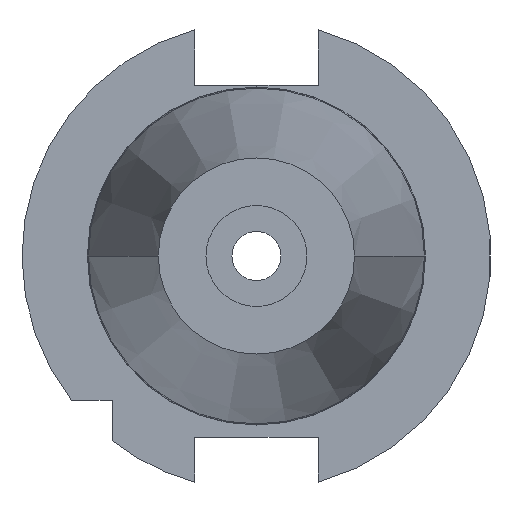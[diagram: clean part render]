
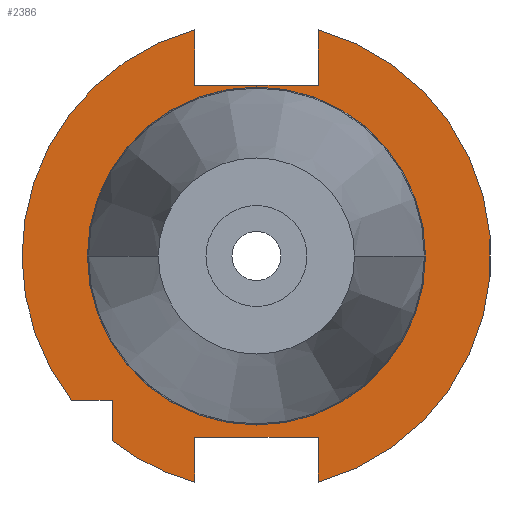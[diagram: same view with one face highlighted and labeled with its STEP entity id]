
A CAD part, left-side view. The second image highlights one B-rep face of the part: STEP entity #2386.
In plain terms, the highlighted planar face has unit normal (-1, 0, 0).
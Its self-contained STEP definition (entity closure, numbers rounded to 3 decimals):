
#796=CARTESIAN_POINT('',(3.2,0.,0.));
#797=DIRECTION('',(1.,0.,0.));
#798=DIRECTION('',(0.,1.,0.));
#799=AXIS2_PLACEMENT_3D('',#796,#797,#798);
#818=CARTESIAN_POINT('',(3.2,0.,0.));
#819=DIRECTION('',(-1.,0.,0.));
#820=DIRECTION('',(0.,1.,0.));
#821=AXIS2_PLACEMENT_3D('',#818,#819,#820);
#826=DIRECTION('',(0.,-1.,0.));
#827=VECTOR('',#826,8.426);
#828=CARTESIAN_POINT('',(3.2,38.426,-30.));
#829=LINE('',#828,#827);
#833=DIRECTION('',(0.,0.,-1.));
#834=VECTOR('',#833,11.526);
#835=CARTESIAN_POINT('',(3.2,12.85,47.026));
#836=LINE('',#835,#834);
#840=DIRECTION('',(0.,1.,0.));
#841=VECTOR('',#840,25.7);
#842=CARTESIAN_POINT('',(3.2,-12.85,35.5));
#843=LINE('',#842,#841);
#847=DIRECTION('',(0.,0.,-1.));
#848=VECTOR('',#847,11.526);
#849=CARTESIAN_POINT('',(3.2,-12.85,47.026));
#850=LINE('',#849,#848);
#854=DIRECTION('',(0.,0.,1.));
#855=VECTOR('',#854,9.326);
#856=CARTESIAN_POINT('',(3.2,-12.85,-47.026));
#857=LINE('',#856,#855);
#861=DIRECTION('',(0.,1.,0.));
#862=VECTOR('',#861,25.7);
#863=CARTESIAN_POINT('',(3.2,-12.85,-37.7));
#864=LINE('',#863,#862);
#868=DIRECTION('',(0.,0.,1.));
#869=VECTOR('',#868,9.326);
#870=CARTESIAN_POINT('',(3.2,12.85,-47.026));
#871=LINE('',#870,#869);
#875=DIRECTION('',(0.,0.,1.));
#876=VECTOR('',#875,8.426);
#877=CARTESIAN_POINT('',(3.2,30.,-38.426));
#878=LINE('',#877,#876);
#1342=CARTESIAN_POINT('',(3.2,0.,0.));
#1343=DIRECTION('',(-1.,0.,0.));
#1344=DIRECTION('',(0.,-0.264,-0.965));
#1345=AXIS2_PLACEMENT_3D('',#1342,#1343,#1344);
#1387=CARTESIAN_POINT('',(3.2,0.,0.));
#1388=DIRECTION('',(-1.,0.,0.));
#1389=DIRECTION('',(0.,0.264,0.965));
#1390=AXIS2_PLACEMENT_3D('',#1387,#1388,#1389);
#1402=CARTESIAN_POINT('',(3.2,0.,0.));
#1403=DIRECTION('',(-1.,0.,0.));
#1404=DIRECTION('',(0.,0.615,-0.788));
#1405=AXIS2_PLACEMENT_3D('',#1402,#1403,#1404);
#1439=CARTESIAN_POINT('',(3.2,35.034,0.));
#1441=VERTEX_POINT('',#1439);
#1449=CARTESIAN_POINT('',(3.2,-35.034,0.));
#1451=VERTEX_POINT('',#1449);
#1471=CARTESIAN_POINT('',(3.2,12.85,47.026));
#1472=VERTEX_POINT('',#1471);
#1473=CARTESIAN_POINT('',(3.2,-12.85,47.026));
#1474=VERTEX_POINT('',#1473);
#1475=CARTESIAN_POINT('',(3.2,-12.85,35.5));
#1476=CARTESIAN_POINT('',(3.2,12.85,35.5));
#1477=VERTEX_POINT('',#1475);
#1478=VERTEX_POINT('',#1476);
#1509=CARTESIAN_POINT('',(3.2,12.85,-47.026));
#1510=VERTEX_POINT('',#1509);
#1511=CARTESIAN_POINT('',(3.2,-12.85,-47.026));
#1512=VERTEX_POINT('',#1511);
#1513=CARTESIAN_POINT('',(3.2,-12.85,-37.7));
#1514=CARTESIAN_POINT('',(3.2,12.85,-37.7));
#1515=VERTEX_POINT('',#1513);
#1516=VERTEX_POINT('',#1514);
#1621=CARTESIAN_POINT('',(3.2,38.426,-30.));
#1622=VERTEX_POINT('',#1621);
#1623=CARTESIAN_POINT('',(3.2,30.,-38.426));
#1624=VERTEX_POINT('',#1623);
#1625=CARTESIAN_POINT('',(3.2,30.,-30.));
#1626=VERTEX_POINT('',#1625);
#2353=CARTESIAN_POINT('',(3.2,0.,0.));
#2354=DIRECTION('',(1.,0.,0.));
#2355=DIRECTION('',(0.,-1.,0.));
#2356=AXIS2_PLACEMENT_3D('',#2353,#2354,#2355);
#2357=PLANE('',#2356);
#2359=ORIENTED_EDGE('',*,*,#2358,.F.);
#2361=ORIENTED_EDGE('',*,*,#2360,.F.);
#2363=ORIENTED_EDGE('',*,*,#2362,.T.);
#2365=ORIENTED_EDGE('',*,*,#2364,.F.);
#2367=ORIENTED_EDGE('',*,*,#2366,.F.);
#2369=ORIENTED_EDGE('',*,*,#2368,.F.);
#2371=ORIENTED_EDGE('',*,*,#2370,.T.);
#2373=ORIENTED_EDGE('',*,*,#2372,.T.);
#2375=ORIENTED_EDGE('',*,*,#2374,.F.);
#2377=ORIENTED_EDGE('',*,*,#2376,.F.);
#2379=ORIENTED_EDGE('',*,*,#2378,.T.);
#2380=EDGE_LOOP('',(#2359,#2361,#2363,#2365,#2367,#2369,#2371,#2373,#2375,#2377,
#2379));
#2381=FACE_OUTER_BOUND('',#2380,.F.);
#2382=ORIENTED_EDGE('',*,*,#2348,.T.);
#2383=ORIENTED_EDGE('',*,*,#2332,.F.);
#2384=EDGE_LOOP('',(#2382,#2383));
#2385=FACE_BOUND('',#2384,.F.);
#800=CIRCLE('',#799,35.034);
#822=CIRCLE('',#821,35.034);
#1346=CIRCLE('',#1345,48.75);
#1391=CIRCLE('',#1390,48.75);
#1406=CIRCLE('',#1405,48.75);
#2332=EDGE_CURVE('',#1441,#1451,#800,.T.);
#2348=EDGE_CURVE('',#1441,#1451,#822,.T.);
#2358=EDGE_CURVE('',#1622,#1626,#829,.T.);
#2360=EDGE_CURVE('',#1472,#1622,#1391,.T.);
#2362=EDGE_CURVE('',#1472,#1478,#836,.T.);
#2364=EDGE_CURVE('',#1477,#1478,#843,.T.);
#2366=EDGE_CURVE('',#1474,#1477,#850,.T.);
#2368=EDGE_CURVE('',#1512,#1474,#1346,.T.);
#2370=EDGE_CURVE('',#1512,#1515,#857,.T.);
#2372=EDGE_CURVE('',#1515,#1516,#864,.T.);
#2374=EDGE_CURVE('',#1510,#1516,#871,.T.);
#2376=EDGE_CURVE('',#1624,#1510,#1406,.T.);
#2378=EDGE_CURVE('',#1624,#1626,#878,.T.);
#2386=ADVANCED_FACE('',(#2381,#2385),#2357,.F.);
